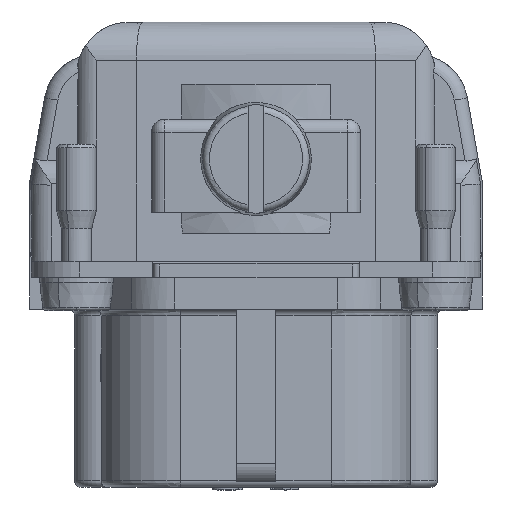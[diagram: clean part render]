
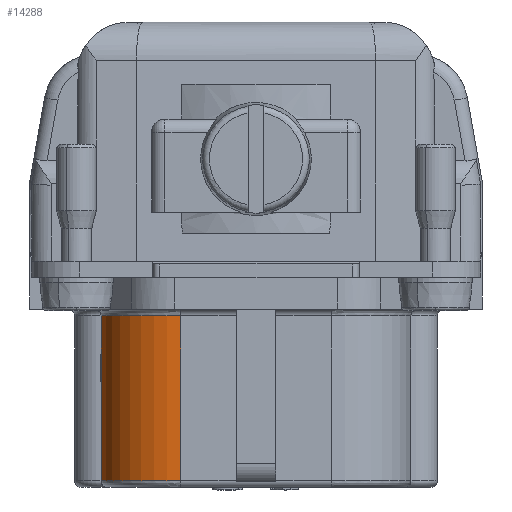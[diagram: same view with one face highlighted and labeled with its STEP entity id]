
A CAD part, left-side view. The second image highlights one B-rep face of the part: STEP entity #14288.
In plain terms, the highlighted cylindrical face has radius 6 mm (diameter 12 mm), a partial arc.
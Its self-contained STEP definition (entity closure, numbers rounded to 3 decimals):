
#11041=FACE_OUTER_BOUND('',#23042,.T.);
#12678=CYLINDRICAL_SURFACE('',#44753,6.);
#13249=CIRCLE('',#44751,6.);
#13250=CIRCLE('',#44752,6.);
#14288=ADVANCED_FACE('',(#11041),#12678,.T.);
#17176=LINE('',#57836,#19697);
#17594=LINE('',#59262,#20115);
#19697=VECTOR('',#47380,1.);
#20115=VECTOR('',#48268,1.);
#23042=EDGE_LOOP('',(#26018,#26019,#26020,#26021));
#26018=ORIENTED_EDGE('',*,*,#39095,.T.);
#26019=ORIENTED_EDGE('',*,*,#39096,.F.);
#26020=ORIENTED_EDGE('',*,*,#39097,.T.);
#26021=ORIENTED_EDGE('',*,*,#38493,.T.);
#35218=VERTEX_POINT('',#57835);
#35219=VERTEX_POINT('',#57837);
#35771=VERTEX_POINT('',#59261);
#35772=VERTEX_POINT('',#59263);
#38493=EDGE_CURVE('',#35219,#35218,#17176,.T.);
#39095=EDGE_CURVE('',#35218,#35771,#13249,.T.);
#39096=EDGE_CURVE('',#35772,#35771,#17594,.T.);
#39097=EDGE_CURVE('',#35772,#35219,#13250,.T.);
#44751=AXIS2_PLACEMENT_3D('',#59260,#48266,#48267);
#44752=AXIS2_PLACEMENT_3D('',#59264,#48269,#48270);
#44753=AXIS2_PLACEMENT_3D('',#59265,#48271,#48272);
#47380=DIRECTION('',(0.,0.,-1.));
#48266=DIRECTION('',(0.,0.,1.));
#48267=DIRECTION('',(0.,1.,0.));
#48268=DIRECTION('',(0.,0.,-1.));
#48269=DIRECTION('',(0.,0.,-1.));
#48270=DIRECTION('',(-1.,0.,0.));
#48271=DIRECTION('',(0.,0.,-1.));
#48272=DIRECTION('',(1.,0.,0.));
#57835=CARTESIAN_POINT('',(-10.576,17.331,-12.9));
#57836=CARTESIAN_POINT('',(-10.576,17.331,-0.5));
#57837=CARTESIAN_POINT('',(-10.576,17.331,-0.5));
#59260=CARTESIAN_POINT('',(-10.576,11.331,-12.9));
#59261=CARTESIAN_POINT('',(-16.576,11.331,-12.9));
#59262=CARTESIAN_POINT('',(-16.576,11.331,-0.5));
#59263=CARTESIAN_POINT('',(-16.576,11.331,-0.5));
#59264=CARTESIAN_POINT('',(-10.576,11.331,-0.5));
#59265=CARTESIAN_POINT('',(-10.576,11.331,0.));
